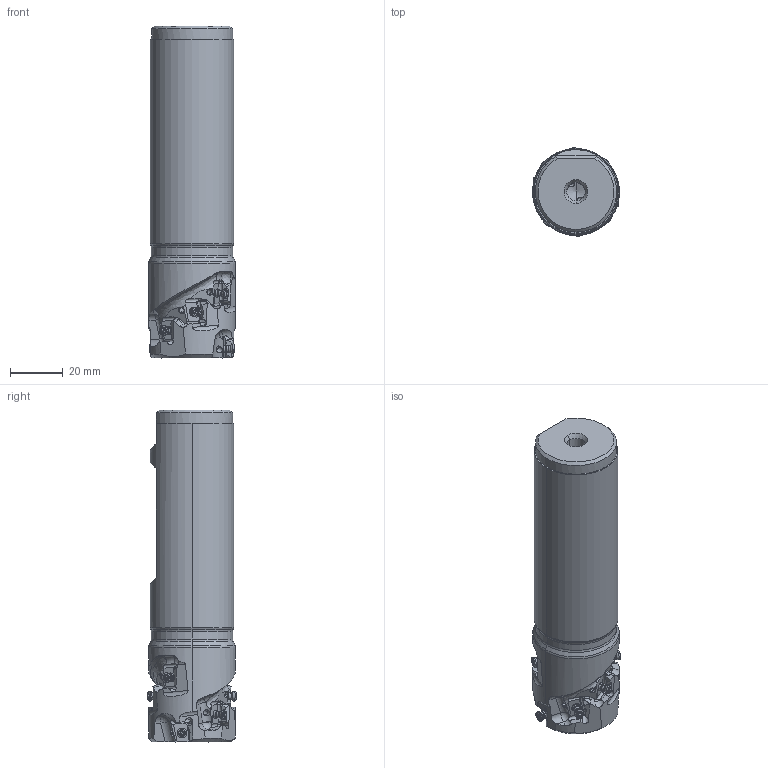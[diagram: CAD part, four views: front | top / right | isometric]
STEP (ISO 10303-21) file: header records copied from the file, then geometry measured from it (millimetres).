
FILE_DESCRIPTION(/* description */ (''),/* implementation_level */ '2;1');
FILE_NAME(/* name */ 'VPX200UR222FA20S1108.stp',/* time_stamp */ '2021-06-22T11:12:51+09:00',/* author */ (''),/* organization */ (''),/* preprocessor_version */ 'ST-DEVELOPER v16',/* originating_system */ 'SIEMENS PLM Software NX 10.0',/* authorisation */ '');
FILE_SCHEMA (('AUTOMOTIVE_DESIGN { 1 0 10303 214 3 1 1 1 }'));
Length unit declared in the file: millimetre
Products named in the file (1): VPX200UR222FA20S1108_ASM
Bounding box: 32.92 x 33.79 x 125.8 mm (x, y, z)
Volume: 90135.6 mm3; surface area: 19103.3 mm2
Topology: 9 solids, 9 shells, 846 faces, 2348 edges, 1493 vertices
Faces by surface type: cylinder 397, plane 206, cone 125, sphere 52, torus 52, bspline 10, extrusion 4
Entity records: 35079 total; most frequent: CARTESIAN_POINT 13803, ORIENTED_EDGE 4560, DIRECTION 4329, EDGE_CURVE 2280, AXIS2_PLACEMENT_3D 1770, VERTEX_POINT 1482, EDGE_LOOP 892, ADVANCED_FACE 846
